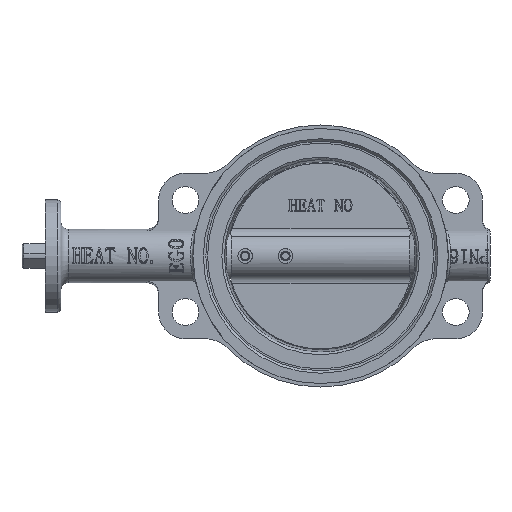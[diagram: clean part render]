
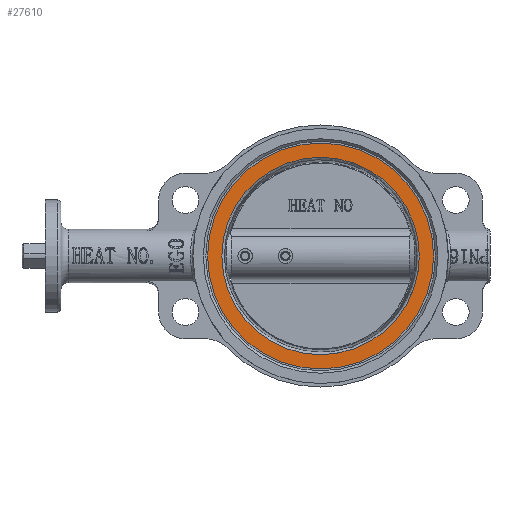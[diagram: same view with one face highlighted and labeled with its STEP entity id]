
A CAD part, left-side view. The second image highlights one B-rep face of the part: STEP entity #27610.
In plain terms, the highlighted planar face has unit normal (-1, 0, 0).
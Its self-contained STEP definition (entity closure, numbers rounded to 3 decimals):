
#733=PLANE('',#28884);
#1198=FACE_BOUND('',#3191,.T.);
#1949=FACE_OUTER_BOUND('',#3190,.T.);
#3190=EDGE_LOOP('',(#21521));
#3191=EDGE_LOOP('',(#21522));
#4239=CIRCLE('',#28883,92.7);
#4240=CIRCLE('',#28885,81.004);
#11659=VERTEX_POINT('',#85959);
#11660=VERTEX_POINT('',#85962);
#15576=EDGE_CURVE('',#11659,#11659,#4239,.T.);
#15577=EDGE_CURVE('',#11660,#11660,#4240,.T.);
#21521=ORIENTED_EDGE('',*,*,#15576,.F.);
#21522=ORIENTED_EDGE('',*,*,#15577,.T.);
#27610=ADVANCED_FACE('',(#1949,#1198),#733,.T.);
#28883=AXIS2_PLACEMENT_3D('',#85960,#31573,#31574);
#28884=AXIS2_PLACEMENT_3D('',#85961,#31575,#31576);
#28885=AXIS2_PLACEMENT_3D('',#85963,#31577,#31578);
#31573=DIRECTION('center_axis',(1.,0.,0.));
#31574=DIRECTION('ref_axis',(0.,0.,-1.));
#31575=DIRECTION('center_axis',(-1.,0.,0.));
#31576=DIRECTION('ref_axis',(0.,0.,1.));
#31577=DIRECTION('center_axis',(1.,0.,0.));
#31578=DIRECTION('ref_axis',(0.,0.,-1.));
#85959=CARTESIAN_POINT('',(-74.152,-49.699,148.3));
#85960=CARTESIAN_POINT('Origin',(-74.152,-49.699,241.));
#85961=CARTESIAN_POINT('Origin',(-74.152,43.001,241.));
#85962=CARTESIAN_POINT('',(-74.152,-49.699,159.996));
#85963=CARTESIAN_POINT('Origin',(-74.152,-49.699,241.));
